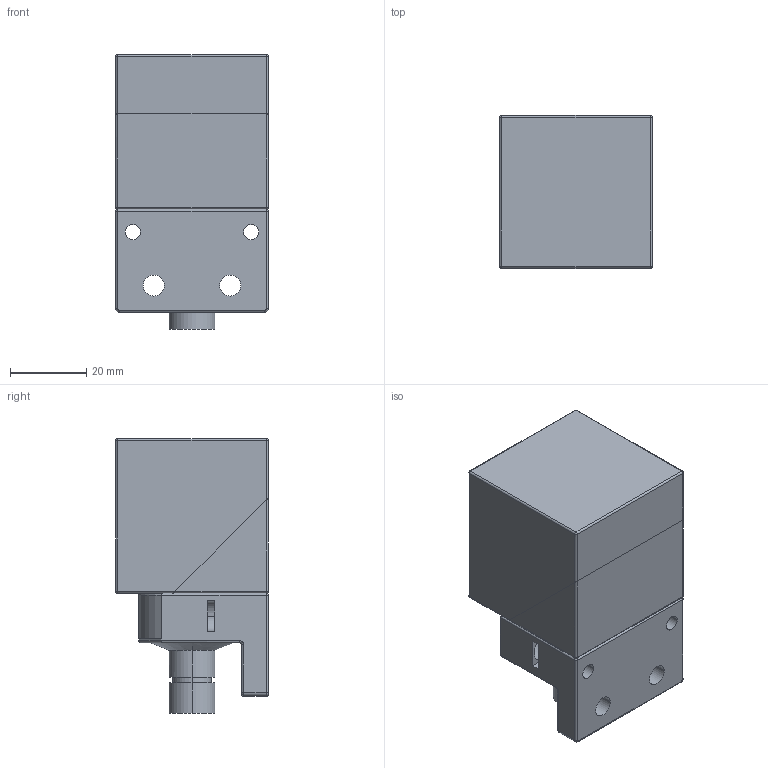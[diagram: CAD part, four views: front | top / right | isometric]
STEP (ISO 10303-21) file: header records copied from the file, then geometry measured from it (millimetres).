
FILE_DESCRIPTION((''),'2;1');
FILE_NAME('VARIKONTL_D003032B_ASM','2006-01-03T',('Pepperl+Fuchs'),('Industriehansa'),'PRO/ENGINEER BY PARAMETRIC TECHNOLOGY CORPORATION, 2005290','PRO/ENGINEER BY PARAMETRIC TECHNOLOGY CORPORATION, 2005290','');
FILE_SCHEMA(('AUTOMOTIVE_DESIGN_CC2 { 1 2 10303 214 -1 1 5 2 }'));
Length unit declared in the file: millimetre
Products named in the file (4): VARIKONTL_SENSORKOPF; VARIKONTL_ZWISCHENSTUECK; VARIKONTL_MTSTUECK_3; VARIKONTL_D003032B_ASM
Assembly tree (3 placements, depth 2):
  VARIKONTL_D003032B_ASM
    VARIKONTL_SENSORKOPF
    VARIKONTL_ZWISCHENSTUECK
    VARIKONTL_MTSTUECK_3
Bounding box: 40 x 40 x 72 mm (x, y, z)
Volume: 84051.7 mm3; surface area: 21541.9 mm2
Topology: 3 solids, 3 shells, 143 faces, 396 edges, 277 vertices
Faces by surface type: cylinder 64, plane 60, sphere 10, torus 7, cone 2
Entity records: 6066 total; most frequent: DIRECTION 848, CARTESIAN_POINT 840, ORIENTED_EDGE 668, PRESENTATION_STYLE_ASSIGNMENT 421, STYLED_ITEM 415, CURVE_STYLE 406, EDGE_CURVE 334, AXIS2_PLACEMENT_3D 309
